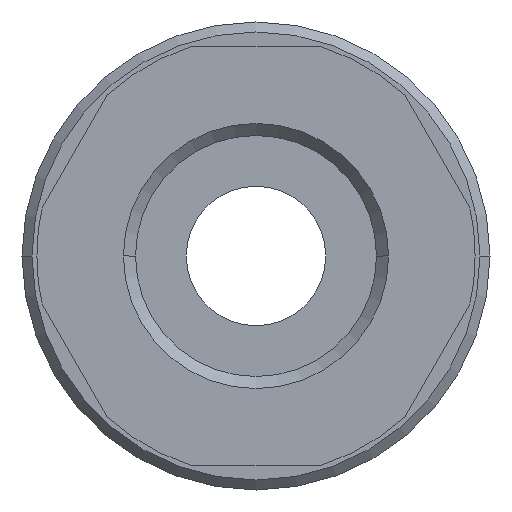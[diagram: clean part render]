
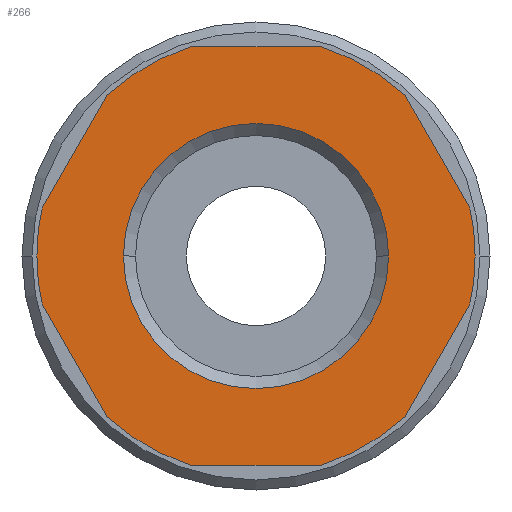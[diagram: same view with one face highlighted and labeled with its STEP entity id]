
A CAD part, front view. The second image highlights one B-rep face of the part: STEP entity #266.
In plain terms, the highlighted planar face has unit normal (0, -1, 0).
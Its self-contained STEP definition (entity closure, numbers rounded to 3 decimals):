
#266=ADVANCED_FACE('',(#543,#544),#545,.T.);
#543=FACE_BOUND('',#822,.T.);
#544=FACE_OUTER_BOUND('',#823,.T.);
#545=PLANE('',#824);
#822=EDGE_LOOP('',(#1495,#1496));
#823=EDGE_LOOP('',(#1497,#1498,#1499,#1500,#1501,#1502,#1503,#1504,#1505,#1506,#1507,#1508,#1509,#1510));
#824=AXIS2_PLACEMENT_3D('',#1511,#1512,#1513);
#1495=ORIENTED_EDGE('',*,*,#1847,.T.);
#1496=ORIENTED_EDGE('',*,*,#1788,.T.);
#1497=ORIENTED_EDGE('',*,*,#1693,.T.);
#1498=ORIENTED_EDGE('',*,*,#1619,.F.);
#1499=ORIENTED_EDGE('',*,*,#1778,.T.);
#1500=ORIENTED_EDGE('',*,*,#1600,.F.);
#1501=ORIENTED_EDGE('',*,*,#1837,.T.);
#1502=ORIENTED_EDGE('',*,*,#1855,.F.);
#1503=ORIENTED_EDGE('',*,*,#1851,.F.);
#1504=ORIENTED_EDGE('',*,*,#1774,.T.);
#1505=ORIENTED_EDGE('',*,*,#1859,.F.);
#1506=ORIENTED_EDGE('',*,*,#1766,.T.);
#1507=ORIENTED_EDGE('',*,*,#1631,.F.);
#1508=ORIENTED_EDGE('',*,*,#1639,.T.);
#1509=ORIENTED_EDGE('',*,*,#1792,.F.);
#1510=ORIENTED_EDGE('',*,*,#1764,.F.);
#1511=CARTESIAN_POINT('',(5.5,0.0,0.0));
#1512=DIRECTION('',(-0.0,-1.0,-0.0));
#1513=DIRECTION('',(-1.0,0.0,0.0));
#1600=EDGE_CURVE('',#1885,#1880,#1887,.T.);
#1619=EDGE_CURVE('',#1919,#1914,#1921,.T.);
#1631=EDGE_CURVE('',#1941,#1936,#1943,.T.);
#1639=EDGE_CURVE('',#1941,#1954,#1957,.T.);
#1693=EDGE_CURVE('',#2038,#1914,#2039,.T.);
#1764=EDGE_CURVE('',#2038,#2132,#2135,.T.);
#1766=EDGE_CURVE('',#2137,#1936,#2138,.T.);
#1774=EDGE_CURVE('',#2149,#2146,#2150,.T.);
#1778=EDGE_CURVE('',#1919,#1880,#2155,.T.);
#1788=EDGE_CURVE('',#2165,#2169,#2171,.T.);
#1792=EDGE_CURVE('',#2132,#1954,#2175,.T.);
#1837=EDGE_CURVE('',#1885,#2224,#2226,.T.);
#1847=EDGE_CURVE('',#2169,#2165,#2238,.T.);
#1851=EDGE_CURVE('',#2149,#2241,#2243,.T.);
#1855=EDGE_CURVE('',#2241,#2224,#2247,.T.);
#1859=EDGE_CURVE('',#2137,#2146,#2251,.T.);
#1880=VERTEX_POINT('',#2294);
#1885=VERTEX_POINT('',#2300);
#1887=CIRCLE('',#2303,11.0);
#1914=VERTEX_POINT('',#2356);
#1919=VERTEX_POINT('',#2362);
#1921=CIRCLE('',#2365,11.0);
#1936=VERTEX_POINT('',#2426);
#1941=VERTEX_POINT('',#2432);
#1943=CIRCLE('',#2435,11.0);
#1954=VERTEX_POINT('',#2448);
#1957=LINE('',#2452,#2453);
#2038=VERTEX_POINT('',#2591);
#2039=LINE('',#2592,#2593);
#2132=VERTEX_POINT('',#2803);
#2135=CIRCLE('',#2807,11.0);
#2137=VERTEX_POINT('',#2809);
#2138=LINE('',#2810,#2811);
#2146=VERTEX_POINT('',#2823);
#2149=VERTEX_POINT('',#2827);
#2150=LINE('',#2828,#2829);
#2155=LINE('',#2836,#2837);
#2165=VERTEX_POINT('',#2850);
#2169=VERTEX_POINT('',#2855);
#2171=CIRCLE('',#2858,6.655);
#2175=CIRCLE('',#2862,11.0);
#2224=VERTEX_POINT('',#2953);
#2226=LINE('',#2956,#2957);
#2238=CIRCLE('',#2973,6.655);
#2241=VERTEX_POINT('',#2976);
#2243=CIRCLE('',#2979,11.0);
#2247=CIRCLE('',#2983,11.0);
#2251=CIRCLE('',#2987,11.0);
#2294=CARTESIAN_POINT('',(3.279,0.0,-10.5));
#2300=CARTESIAN_POINT('',(7.454,0.0,-8.089));
#2303=AXIS2_PLACEMENT_3D('',#3008,#3009,#3010);
#2356=CARTESIAN_POINT('',(-7.454,0.0,-8.089));
#2362=CARTESIAN_POINT('',(-3.279,0.0,-10.5));
#2365=AXIS2_PLACEMENT_3D('',#3035,#3036,#3037);
#2426=CARTESIAN_POINT('',(-3.279,0.0,10.5));
#2432=CARTESIAN_POINT('',(-7.454,0.0,8.089));
#2435=AXIS2_PLACEMENT_3D('',#3045,#3046,#3047);
#2448=CARTESIAN_POINT('',(-10.733,0.0,2.411));
#2452=CARTESIAN_POINT('',(-8.406,0.0,6.441));
#2453=VECTOR('',#3057,1.0);
#2591=CARTESIAN_POINT('',(-10.733,0.0,-2.411));
#2592=CARTESIAN_POINT('',(-8.406,0.0,-6.441));
#2593=VECTOR('',#3143,1.0);
#2803=CARTESIAN_POINT('',(-11.0,0.0,0.));
#2807=AXIS2_PLACEMENT_3D('',#3226,#3227,#3228);
#2809=CARTESIAN_POINT('',(3.279,0.0,10.5));
#2810=CARTESIAN_POINT('',(2.75,0.0,10.5));
#2811=VECTOR('',#3229,1.0);
#2823=CARTESIAN_POINT('',(7.454,0.0,8.089));
#2827=CARTESIAN_POINT('',(10.733,0.0,2.411));
#2828=CARTESIAN_POINT('',(9.781,0.0,4.059));
#2829=VECTOR('',#3235,1.0);
#2836=CARTESIAN_POINT('',(2.75,0.0,-10.5));
#2837=VECTOR('',#3238,1.0);
#2850=CARTESIAN_POINT('',(6.655,0.0,0.));
#2855=CARTESIAN_POINT('',(-6.655,0.0,0.));
#2858=AXIS2_PLACEMENT_3D('',#3250,#3251,#3252);
#2862=AXIS2_PLACEMENT_3D('',#3256,#3257,#3258);
#2953=CARTESIAN_POINT('',(10.733,0.0,-2.411));
#2956=CARTESIAN_POINT('',(9.781,0.0,-4.059));
#2957=VECTOR('',#3308,1.0);
#2973=AXIS2_PLACEMENT_3D('',#3319,#3320,#3321);
#2976=CARTESIAN_POINT('',(11.0,0.0,0.));
#2979=AXIS2_PLACEMENT_3D('',#3326,#3327,#3328);
#2983=AXIS2_PLACEMENT_3D('',#3332,#3333,#3334);
#2987=AXIS2_PLACEMENT_3D('',#3335,#3336,#3337);
#3008=CARTESIAN_POINT('',(0.0,0.0,0.0));
#3009=DIRECTION('',(-0.0,1.0,0.0));
#3010=DIRECTION('',(1.0,0.0,0.0));
#3035=CARTESIAN_POINT('',(0.0,0.0,0.0));
#3036=DIRECTION('',(-0.0,1.0,0.0));
#3037=DIRECTION('',(1.0,0.0,0.0));
#3045=CARTESIAN_POINT('',(0.0,0.0,0.0));
#3046=DIRECTION('',(-0.0,1.0,0.0));
#3047=DIRECTION('',(1.0,0.0,0.0));
#3057=DIRECTION('',(-0.5,0.0,-0.866));
#3143=DIRECTION('',(0.5,0.0,-0.866));
#3226=CARTESIAN_POINT('',(0.0,0.0,0.0));
#3227=DIRECTION('',(-0.0,1.0,0.0));
#3228=DIRECTION('',(1.0,0.0,0.0));
#3229=DIRECTION('',(-1.0,0.0,0.));
#3235=DIRECTION('',(-0.5,0.0,0.866));
#3238=DIRECTION('',(1.0,-0.0,0.0));
#3250=CARTESIAN_POINT('',(0.0,0.0,0.0));
#3251=DIRECTION('',(-0.0,1.0,0.0));
#3252=DIRECTION('',(1.0,0.0,0.0));
#3256=CARTESIAN_POINT('',(0.0,0.0,0.0));
#3257=DIRECTION('',(-0.0,1.0,0.0));
#3258=DIRECTION('',(1.0,0.0,0.0));
#3308=DIRECTION('',(0.5,-0.0,0.866));
#3319=CARTESIAN_POINT('',(0.0,0.0,0.0));
#3320=DIRECTION('',(-0.0,1.0,0.0));
#3321=DIRECTION('',(1.0,0.0,0.0));
#3326=CARTESIAN_POINT('',(0.0,0.0,0.0));
#3327=DIRECTION('',(-0.0,1.0,0.0));
#3328=DIRECTION('',(1.0,0.0,0.0));
#3332=CARTESIAN_POINT('',(0.0,0.0,0.0));
#3333=DIRECTION('',(-0.0,1.0,0.0));
#3334=DIRECTION('',(1.0,0.0,0.0));
#3335=CARTESIAN_POINT('',(0.0,0.0,0.0));
#3336=DIRECTION('',(-0.0,1.0,0.0));
#3337=DIRECTION('',(1.0,0.0,0.0));
